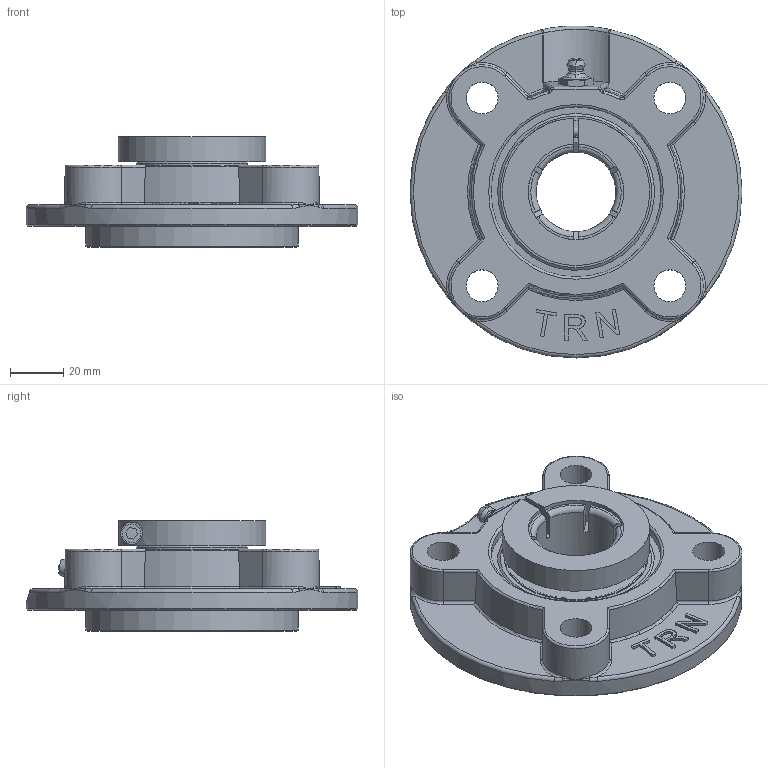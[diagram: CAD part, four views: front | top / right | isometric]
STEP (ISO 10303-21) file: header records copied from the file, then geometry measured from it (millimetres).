
FILE_DESCRIPTION(/* description */ ('Alibre Inc.'),/* implementation_level */ '2;1');
FILE_NAME(/* name */ 'export0',/* time_stamp */ '2015-12-21T07:58:38-08:00',/* author */ (''),/* organization */ (''),/* preprocessor_version */ 'ST-DEVELOPER v12',/* originating_system */ 'Alibre',/* authorisation */ '');
FILE_SCHEMA (('AUTOMOTIVE_DESIGN'));
Length unit declared in the file: inch
Products named in the file (8): 3
Bounding box: 125 x 125 x 41.7 mm (x, y, z)
Volume: 178950.4 mm3; surface area: 68147.2 mm2
Topology: 8 solids, 8 shells, 364 faces, 929 edges, 567 vertices
Faces by surface type: plane 118, cylinder 81, bspline 65, cone 47, torus 46, sphere 7
Full cylindrical faces by diameter (mm): 1.478 x2, 3.242 x2, 4 x1, 6 x2, 7 x1, 8.25 x1, 12 x4, 30 x1, 42 x4, 42.508 x2, 52 x2, 54 x2, 64 x1, 68 x1, 80 x1, 125 x1
Entity records: 16763 total; most frequent: CARTESIAN_POINT 9183, ORIENTED_EDGE 1662, DIRECTION 1231, EDGE_CURVE 831, VERTEX_POINT 540, AXIS2_PLACEMENT_3D 534, EDGE_LOOP 435, FACE_BOUND 435
